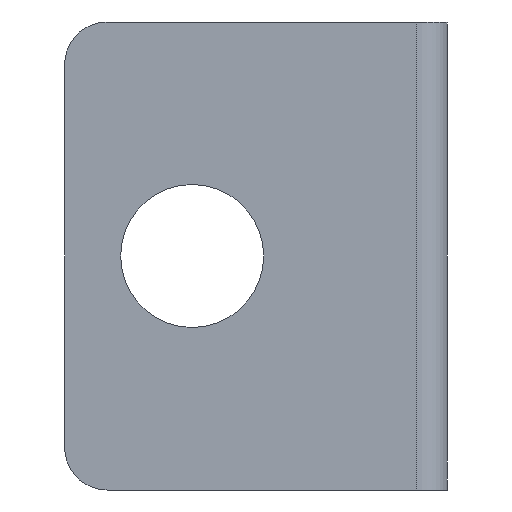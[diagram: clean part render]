
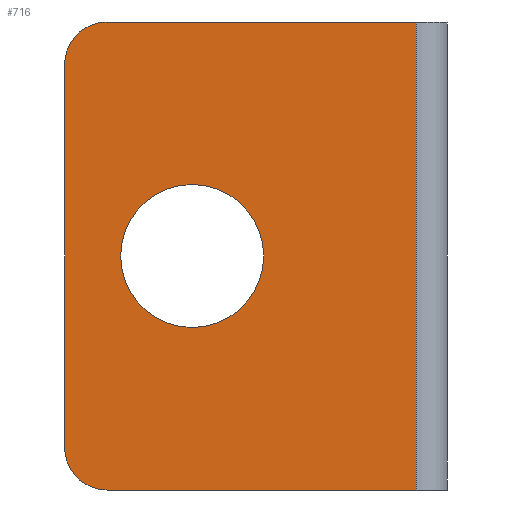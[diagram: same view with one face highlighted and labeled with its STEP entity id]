
A CAD part, left-side view. The second image highlights one B-rep face of the part: STEP entity #716.
In plain terms, the highlighted planar face has unit normal (-1, 0, 0).
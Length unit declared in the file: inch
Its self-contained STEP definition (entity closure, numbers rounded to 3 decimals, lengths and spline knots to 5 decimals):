
#58=DIRECTION('',(0.,0.,-1.));
#59=VECTOR('',#58,2.75);
#60=CARTESIAN_POINT('',(-0.12,0.183,1.375));
#61=LINE('',#60,#59);
#241=CARTESIAN_POINT('',(-0.12,2.,-1.125));
#242=DIRECTION('',(-1.,0.,0.));
#243=DIRECTION('',(0.,1.,0.));
#244=AXIS2_PLACEMENT_3D('',#241,#242,#243);
#246=DIRECTION('',(0.,0.,1.));
#247=VECTOR('',#246,2.25);
#248=CARTESIAN_POINT('',(-0.12,2.25,-1.125));
#249=LINE('',#248,#247);
#250=CARTESIAN_POINT('',(-0.12,2.,1.125));
#251=DIRECTION('',(-1.,0.,0.));
#252=DIRECTION('',(0.,0.,1.));
#253=AXIS2_PLACEMENT_3D('',#250,#251,#252);
#255=DIRECTION('',(0.,-1.,0.));
#256=VECTOR('',#255,1.817);
#257=CARTESIAN_POINT('',(-0.12,2.,1.375));
#258=LINE('',#257,#256);
#259=DIRECTION('',(0.,1.,0.));
#260=VECTOR('',#259,1.817);
#261=CARTESIAN_POINT('',(-0.12,0.183,-1.375));
#262=LINE('',#261,#260);
#263=CARTESIAN_POINT('',(-0.12,1.5,0.));
#264=DIRECTION('',(1.,0.,0.));
#265=DIRECTION('',(0.,0.,1.));
#266=AXIS2_PLACEMENT_3D('',#263,#264,#265);
#268=CARTESIAN_POINT('',(-0.12,1.5,0.));
#269=DIRECTION('',(1.,0.,0.));
#270=DIRECTION('',(0.,0.,-1.));
#271=AXIS2_PLACEMENT_3D('',#268,#269,#270);
#317=CARTESIAN_POINT('',(-0.12,1.5,0.42));
#318=CARTESIAN_POINT('',(-0.12,1.5,-0.42));
#319=VERTEX_POINT('',#317);
#320=VERTEX_POINT('',#318);
#325=CARTESIAN_POINT('',(-0.12,0.183,-1.375));
#326=VERTEX_POINT('',#325);
#327=CARTESIAN_POINT('',(-0.12,0.183,1.375));
#328=VERTEX_POINT('',#327);
#389=CARTESIAN_POINT('',(-0.12,2.25,-1.125));
#390=VERTEX_POINT('',#389);
#391=CARTESIAN_POINT('',(-0.12,2.,-1.375));
#392=VERTEX_POINT('',#391);
#397=CARTESIAN_POINT('',(-0.12,2.,1.375));
#398=VERTEX_POINT('',#397);
#399=CARTESIAN_POINT('',(-0.12,2.25,1.125));
#400=VERTEX_POINT('',#399);
#697=CARTESIAN_POINT('',(-0.12,0.,0.));
#698=DIRECTION('',(1.,0.,0.));
#699=DIRECTION('',(0.,0.,-1.));
#700=AXIS2_PLACEMENT_3D('',#697,#698,#699);
#701=PLANE('',#700);
#702=ORIENTED_EDGE('',*,*,#435,.F.);
#703=ORIENTED_EDGE('',*,*,#451,.T.);
#704=ORIENTED_EDGE('',*,*,#464,.F.);
#705=ORIENTED_EDGE('',*,*,#479,.T.);
#706=ORIENTED_EDGE('',*,*,#508,.T.);
#707=ORIENTED_EDGE('',*,*,#690,.T.);
#708=EDGE_LOOP('',(#702,#703,#704,#705,#706,#707));
#709=FACE_OUTER_BOUND('',#708,.F.);
#711=ORIENTED_EDGE('',*,*,#710,.F.);
#713=ORIENTED_EDGE('',*,*,#712,.F.);
#714=EDGE_LOOP('',(#711,#713));
#715=FACE_BOUND('',#714,.F.);
#716=ADVANCED_FACE('',(#709,#715),#701,.F.);
#245=CIRCLE('',#244,0.25);
#254=CIRCLE('',#253,0.25);
#267=CIRCLE('',#266,0.42);
#272=CIRCLE('',#271,0.42);
#435=EDGE_CURVE('',#390,#392,#245,.T.);
#451=EDGE_CURVE('',#390,#400,#249,.T.);
#464=EDGE_CURVE('',#398,#400,#254,.T.);
#479=EDGE_CURVE('',#398,#328,#258,.T.);
#508=EDGE_CURVE('',#328,#326,#61,.T.);
#690=EDGE_CURVE('',#326,#392,#262,.T.);
#710=EDGE_CURVE('',#319,#320,#267,.T.);
#712=EDGE_CURVE('',#320,#319,#272,.T.);
